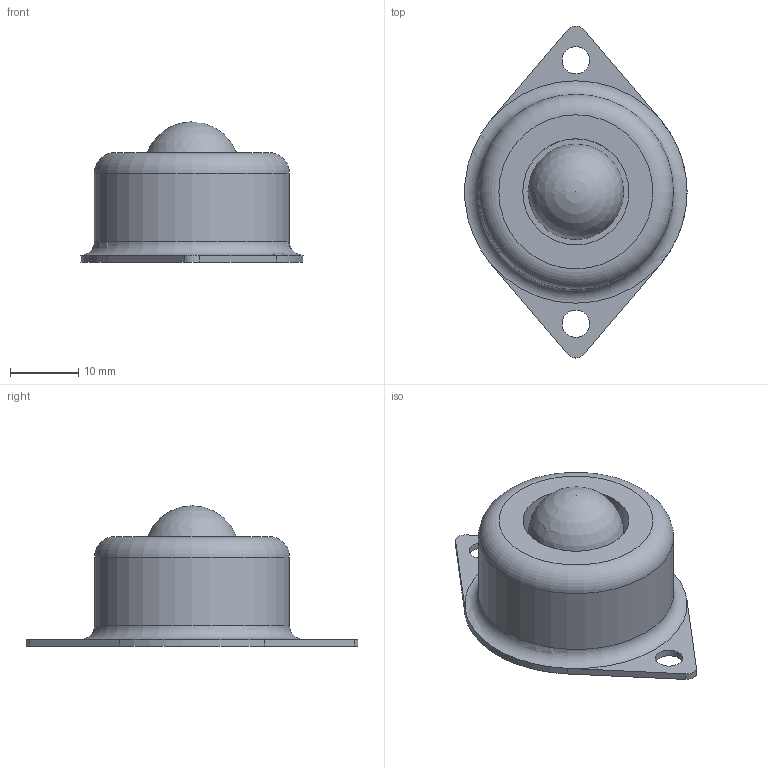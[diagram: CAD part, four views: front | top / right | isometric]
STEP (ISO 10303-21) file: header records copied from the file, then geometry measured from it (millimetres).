
FILE_DESCRIPTION(/* description */ (''),/* implementation_level */ '2;1');
FILE_NAME(/* name */ 'caster wheel v2.step',/* time_stamp */ '2022-11-22T16:08:33+03:00',/* author */ (''),/* organization */ (''),/* preprocessor_version */ 'ST-DEVELOPER v19.2',/* originating_system */ 'Autodesk Translation Framework v11.17.0.187',/* authorisation */ '');
FILE_SCHEMA (('AUTOMOTIVE_DESIGN { 1 0 10303 214 3 1 1 }'));
Length unit declared in the file: millimetre
Products named in the file (3): caster wheel; Sphere; Case
Assembly tree (2 placements, depth 2):
  caster wheel
    Sphere
    Case
Bounding box: 32.45 x 48.5 x 20.5 mm (x, y, z)
Volume: 9999.6 mm3; surface area: 4329.2 mm2
Topology: 2 solids, 2 shells, 20 faces, 46 edges, 29 vertices
Faces by surface type: plane 9, cylinder 8, torus 2, sphere 1
Full cylindrical faces by diameter (mm): 4 x2, 15.5 x1, 28.5 x1
Entity records: 671 total; most frequent: DIRECTION 118, CARTESIAN_POINT 98, ORIENTED_EDGE 88, AXIS2_PLACEMENT_3D 49, EDGE_CURVE 44, VERTEX_POINT 29, EDGE_LOOP 25, CIRCLE 24
